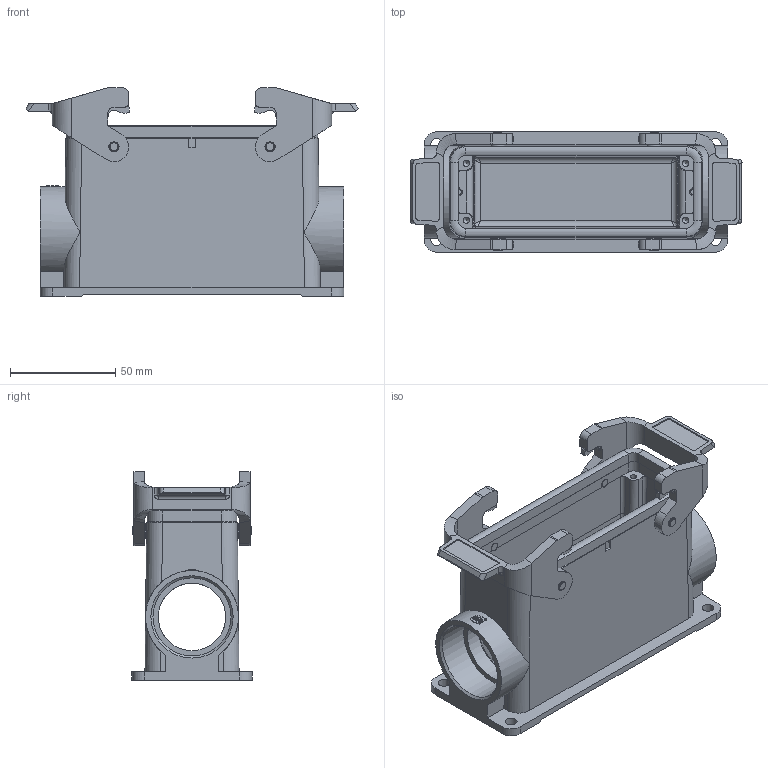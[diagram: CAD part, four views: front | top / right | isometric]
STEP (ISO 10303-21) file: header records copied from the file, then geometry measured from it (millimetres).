
FILE_DESCRIPTION(/* description */ (''),/* implementation_level */ '2;1');
FILE_NAME(/* name */ '100627878ugm000_b.stp',/* time_stamp */ '2019-08-05T08:37:57+02:00',/* author */ (''),/* organization */ (''),/* preprocessor_version */ 'ST-DEVELOPER v16.7',/* originating_system */ 'SIEMENS PLM Software NX 12.0',/* authorisation */ '');
FILE_SCHEMA (('AUTOMOTIVE_DESIGN { 1 0 10303 214 3 1 1 1 }'));
Length unit declared in the file: millimetre
Products named in the file (1): 100627878ugm000_b
Bounding box: 157.4 x 57 x 98.8 mm (x, y, z)
Volume: 172285.2 mm3; surface area: 81493.4 mm2
Topology: 3 solids, 3 shells, 499 faces, 1319 edges, 848 vertices
Faces by surface type: plane 266, cylinder 177, bspline 20, cone 18, torus 16, extrusion 2
Full cylindrical faces by diameter (mm): 0.66 x1, 0.78 x1, 3 x4, 4 x4, 4.8 x4, 5.6 x4, 7 x4, 32 x2, 37 x2
Entity records: 18943 total; most frequent: CARTESIAN_POINT 4294, DIRECTION 2553, ORIENTED_EDGE 2472, EDGE_CURVE 1236, AXIS2_PLACEMENT_3D 906, VERTEX_POINT 826, VECTOR 741, LINE 739
